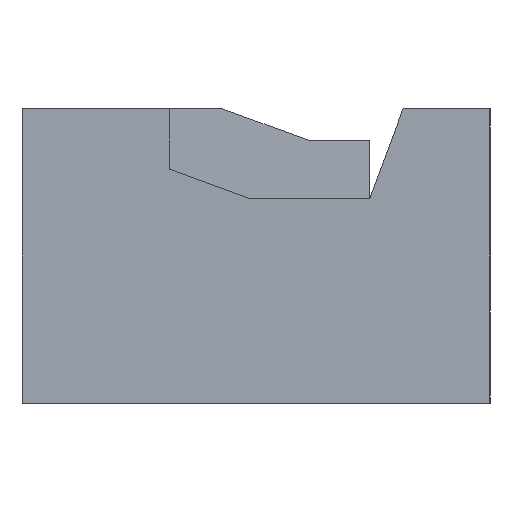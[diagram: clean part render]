
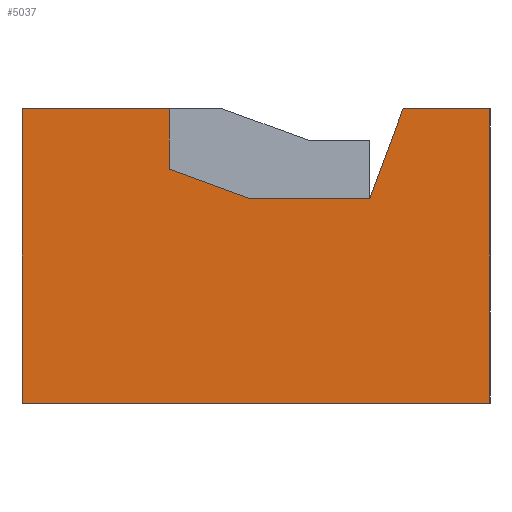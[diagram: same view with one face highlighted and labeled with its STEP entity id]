
A CAD part, left-side view. The second image highlights one B-rep face of the part: STEP entity #5037.
In plain terms, the highlighted planar face has unit normal (-1, 0, 0).
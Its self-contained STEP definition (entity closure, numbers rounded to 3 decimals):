
#1=DIRECTION('',(0.,-1.,0.));
#2=VECTOR('',#1,3.5);
#3=CARTESIAN_POINT('',(-4.65,1.75,-1.1));
#4=LINE('',#3,#2);
#17=DIRECTION('',(0.,0.349,-0.937));
#18=VECTOR('',#17,0.715);
#19=CARTESIAN_POINT('',(-4.65,-1.1,1.1));
#20=LINE('',#19,#18);
#21=DIRECTION('',(0.,0.,1.));
#22=VECTOR('',#21,2.2);
#23=CARTESIAN_POINT('',(-4.65,1.75,-1.1));
#24=LINE('',#23,#22);
#25=DIRECTION('',(0.,0.,-1.));
#26=VECTOR('',#25,0.45);
#27=CARTESIAN_POINT('',(-4.65,0.65,1.1));
#28=LINE('',#27,#26);
#29=DIRECTION('',(0.,0.939,0.345));
#30=VECTOR('',#29,0.639);
#31=CARTESIAN_POINT('',(-4.65,0.05,0.43));
#32=LINE('',#31,#30);
#33=DIRECTION('',(0.,1.,0.));
#34=VECTOR('',#33,0.9);
#35=CARTESIAN_POINT('',(-4.65,-0.85,0.43));
#36=LINE('',#35,#34);
#205=DIRECTION('',(0.,-1.,0.));
#206=VECTOR('',#205,0.65);
#207=CARTESIAN_POINT('',(-4.65,-1.1,1.1));
#208=LINE('',#207,#206);
#237=DIRECTION('',(0.,-1.,0.));
#238=VECTOR('',#237,1.1);
#239=CARTESIAN_POINT('',(-4.65,1.75,1.1));
#240=LINE('',#239,#238);
#373=DIRECTION('',(0.,0.,1.));
#374=VECTOR('',#373,2.2);
#375=CARTESIAN_POINT('',(-4.65,-1.75,-1.1));
#376=LINE('',#375,#374);
#3797=CARTESIAN_POINT('',(-4.65,1.75,-1.1));
#3798=CARTESIAN_POINT('',(-4.65,-1.75,-1.1));
#3799=VERTEX_POINT('',#3797);
#3800=VERTEX_POINT('',#3798);
#3805=CARTESIAN_POINT('',(-4.65,-1.75,1.1));
#3807=VERTEX_POINT('',#3805);
#3810=CARTESIAN_POINT('',(-4.65,1.75,1.1));
#3812=VERTEX_POINT('',#3810);
#3829=CARTESIAN_POINT('',(-4.65,-1.1,1.1));
#3830=CARTESIAN_POINT('',(-4.65,-0.85,0.43));
#3831=VERTEX_POINT('',#3829);
#3832=VERTEX_POINT('',#3830);
#3833=CARTESIAN_POINT('',(-4.65,0.05,0.43));
#3834=VERTEX_POINT('',#3833);
#3835=CARTESIAN_POINT('',(-4.65,0.65,0.65));
#3836=VERTEX_POINT('',#3835);
#3837=CARTESIAN_POINT('',(-4.65,0.65,1.1));
#3838=VERTEX_POINT('',#3837);
#5013=CARTESIAN_POINT('',(-4.65,1.75,-1.1));
#5014=DIRECTION('',(-1.,0.,0.));
#5015=DIRECTION('',(0.,-1.,0.));
#5016=AXIS2_PLACEMENT_3D('',#5013,#5014,#5015);
#5017=PLANE('',#5016);
#5019=ORIENTED_EDGE('',*,*,#5018,.F.);
#5021=ORIENTED_EDGE('',*,*,#5020,.T.);
#5023=ORIENTED_EDGE('',*,*,#5022,.F.);
#5024=ORIENTED_EDGE('',*,*,#5002,.F.);
#5026=ORIENTED_EDGE('',*,*,#5025,.T.);
#5028=ORIENTED_EDGE('',*,*,#5027,.T.);
#5030=ORIENTED_EDGE('',*,*,#5029,.T.);
#5032=ORIENTED_EDGE('',*,*,#5031,.F.);
#5034=ORIENTED_EDGE('',*,*,#5033,.F.);
#5035=EDGE_LOOP('',(#5019,#5021,#5023,#5024,#5026,#5028,#5030,#5032,#5034));
#5036=FACE_OUTER_BOUND('',#5035,.F.);
#5037=ADVANCED_FACE('',(#5036),#5017,.T.);
#5002=EDGE_CURVE('',#3799,#3800,#4,.T.);
#5018=EDGE_CURVE('',#3831,#3832,#20,.T.);
#5020=EDGE_CURVE('',#3831,#3807,#208,.T.);
#5022=EDGE_CURVE('',#3800,#3807,#376,.T.);
#5025=EDGE_CURVE('',#3799,#3812,#24,.T.);
#5027=EDGE_CURVE('',#3812,#3838,#240,.T.);
#5029=EDGE_CURVE('',#3838,#3836,#28,.T.);
#5031=EDGE_CURVE('',#3834,#3836,#32,.T.);
#5033=EDGE_CURVE('',#3832,#3834,#36,.T.);
